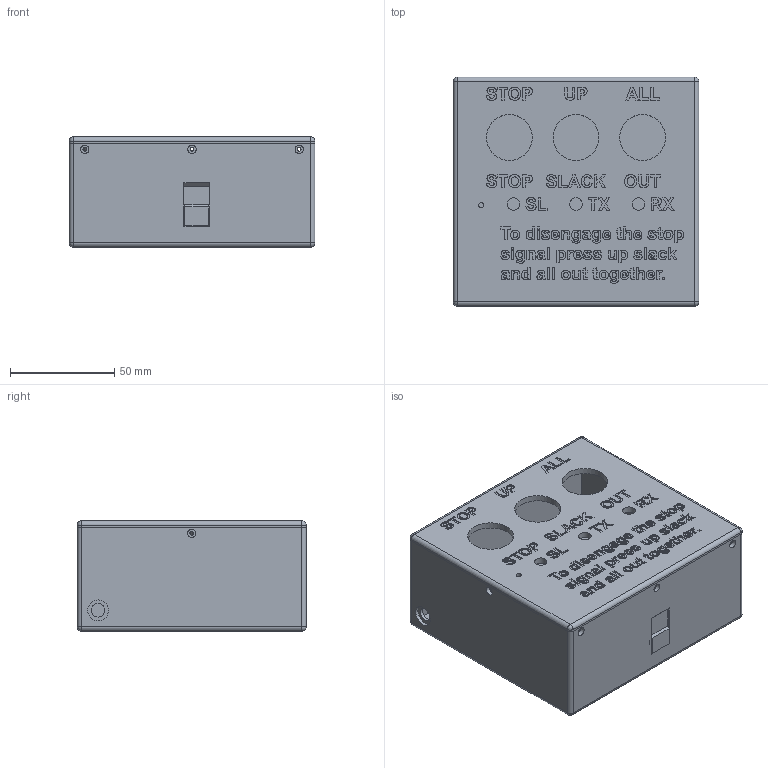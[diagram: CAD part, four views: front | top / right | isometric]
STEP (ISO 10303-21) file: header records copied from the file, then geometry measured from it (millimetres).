
FILE_DESCRIPTION(('HOOPS Exchange Step'),'2;1');
FILE_NAME('temp_export','2023-04-21T17:31:40+01:00',('daveh'),('Shapr3D Limited'),'HOOPS Exchange 2022.2','Shapr3D','Authorized');
FILE_SCHEMA( ('AUTOMOTIVE_DESIGN { 1 0 10303 214 1 1 1 1 }') );
Length unit declared in the file: millimetre
Products named in the file (1): root
Bounding box: 118 x 110.3 x 53 mm (x, y, z)
Volume: 142351.4 mm3; surface area: 101532.6 mm2
Topology: 3 solids, 3 shells, 1043 faces, 2732 edges, 1825 vertices
Faces by surface type: plane 649, bspline 323, cylinder 63, sphere 8
Full cylindrical faces by diameter (mm): 1.8 x16, 2 x4, 2.5 x1, 4 x8, 6 x5, 6.5 x1, 10 x1, 11.8 x1, 14 x1, 22 x3
Entity records: 38163 total; most frequent: CARTESIAN_POINT 14364, ORIENTED_EDGE 5448, DIRECTION 3697, EDGE_CURVE 2724, VECTOR 1901, LINE 1901, VERTEX_POINT 1825, EDGE_LOOP 1231
